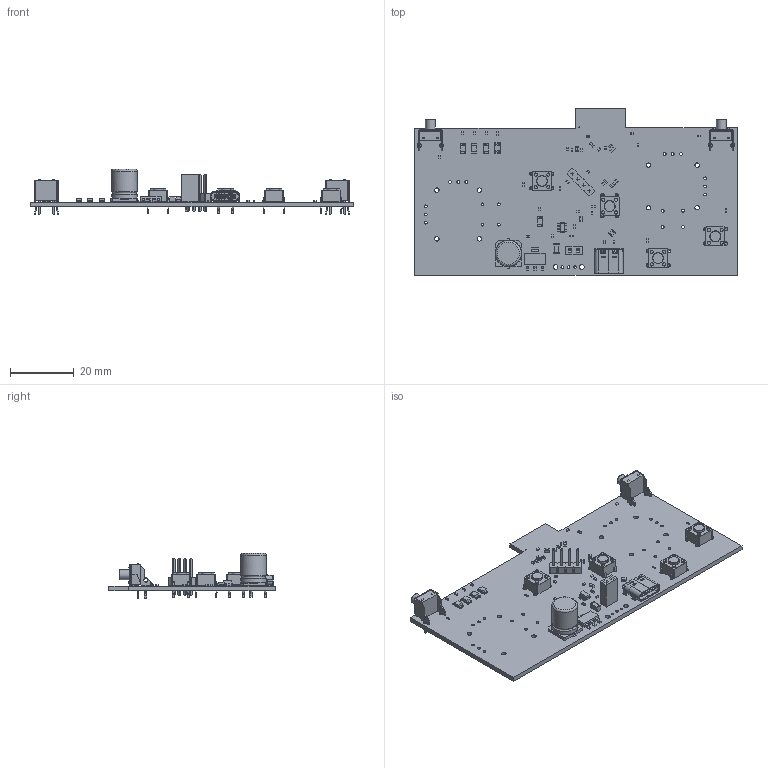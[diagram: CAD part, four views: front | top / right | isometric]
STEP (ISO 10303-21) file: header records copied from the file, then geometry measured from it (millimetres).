
FILE_DESCRIPTION(('KiCad electronic assembly'),'2;1');
FILE_NAME('RIOT_Remote_ESP.step','2025-06-21T19:21:21',('Pcbnew'),( 'Kicad'),'Open CASCADE STEP processor 7.8','KiCad to STEP converter' ,'Unknown');
FILE_SCHEMA(('AUTOMOTIVE_DESIGN { 1 0 10303 214 1 1 1 1 }'));
Length unit declared in the file: millimetre
Products named in the file (16): RIOT_Remote_ESP 1; R_0402_1005Metric; USB_C_Receptacle_GCT_USB4105-xx-A_16P_TopMnt_Horizontal; C_0402_1005Metric; L_0603_1608Metric; SOT-666; SW_PUSH_6mm_H4.3mm; LED_1206_3216Metric; PinSocket_1x02_P2.54mm_Vertical; SW_Tactile_SPST_Angled_PTS645Vx58-2LFS; SOT-23-5; C_Elec_8x10.2; SOT-223; C_1206_3216Metric; PinHeader_1x04_P2.54mm_Vertical; RIOT_Remote_ESP_PCB
Assembly tree (60 placements, depth 2):
  RIOT_Remote_ESP 1
    R_0402_1005Metric  x13
    USB_C_Receptacle_GCT_USB4105-xx-A_16P_TopMnt_Horizontal
    C_0402_1005Metric  x23
    L_0603_1608Metric  x4
    SOT-666
    SW_PUSH_6mm_H4.3mm  x4
    LED_1206_3216Metric  x5
    PinSocket_1x02_P2.54mm_Vertical
    SW_Tactile_SPST_Angled_PTS645Vx58-2LFS  x2
    SOT-23-5
    C_Elec_8x10.2
    SOT-223
    C_1206_3216Metric
    PinHeader_1x04_P2.54mm_Vertical
    RIOT_Remote_ESP_PCB
Bounding box: 101.1 x 52.1 x 14.19 mm (x, y, z)
Volume: 8913.8 mm3; surface area: 13579.2 mm2
Topology: 96 solids, 96 shells, 3226 faces, 8304 edges, 5384 vertices
Faces by surface type: plane 2163, cylinder 977, bspline 61, cone 8, torus 8, sphere 8, revolution 1
Full cylindrical faces by diameter (mm): 0.02 x1, 0.3 x1, 0.5 x2, 0.65 x2, 0.8 x8, 0.813 x3, 0.889 x12, 0.9 x8, 0.99 x4, 1 x30, 1.1 x16, 1.2 x4, 1.3 x4, 1.397 x8, 1.499 x2, 3.14 x2, 3.5 x6, 8 x2
Entity records: 58595 total; most frequent: CARTESIAN_POINT 8687, ORIENTED_EDGE 7958, DIRECTION 7837, EDGE_CURVE 3979, LINE 3088, VECTOR 3088, VERTEX_POINT 2546, AXIS2_PLACEMENT_3D 2374
